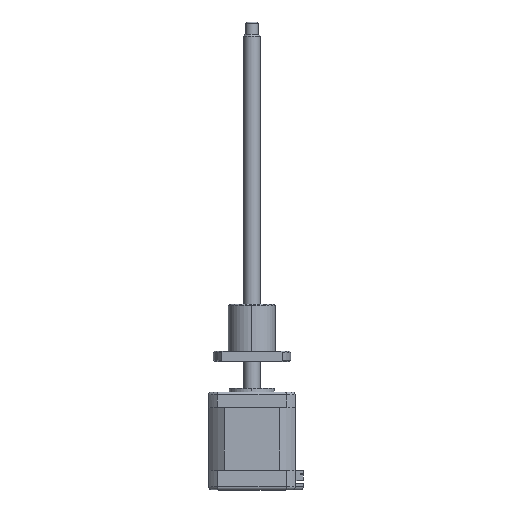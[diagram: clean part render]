
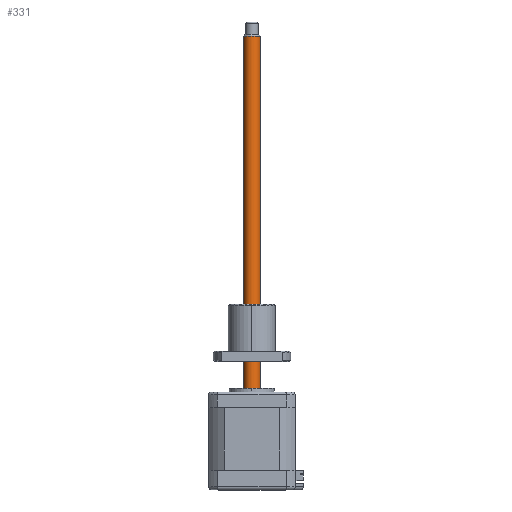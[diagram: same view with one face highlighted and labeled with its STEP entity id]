
A CAD part, top view. The second image highlights one B-rep face of the part: STEP entity #331.
In plain terms, the highlighted cylindrical face has radius 4 mm (diameter 8 mm), a partial arc.
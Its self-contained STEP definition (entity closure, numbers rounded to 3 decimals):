
#331 = ADVANCED_FACE ( 'NONE', ( #2228 ), #6220, .T. ) ;
#367 = CIRCLE ( 'NONE', #1780, 4. ) ;
#606 = DIRECTION ( 'NONE',  ( -0.999, 0., 0.044 ) ) ;
#717 = DIRECTION ( 'NONE',  ( 0., -1., 0. ) ) ;
#1263 = VERTEX_POINT ( 'NONE', #8883 ) ;
#1521 = EDGE_LOOP ( 'NONE', ( #8974, #7685, #8702, #9352 ) ) ;
#1553 = CARTESIAN_POINT ( 'NONE',  ( -8.705, 22.093, 16.814 ) ) ;
#1780 = AXIS2_PLACEMENT_3D ( 'NONE', #6607, #1842, #7423 ) ;
#1842 = DIRECTION ( 'NONE',  ( 0., -1., 0. ) ) ;
#1890 = CARTESIAN_POINT ( 'NONE',  ( -8.705, 196.093, 16.814 ) ) ;
#2228 = FACE_OUTER_BOUND ( 'NONE', #1521, .T. ) ;
#2593 = CARTESIAN_POINT ( 'NONE',  ( -4.709, 196.093, 16.638 ) ) ;
#2676 = EDGE_CURVE ( 'NONE', #1263, #7902, #9727, .T. ) ;
#3308 = EDGE_CURVE ( 'NONE', #7902, #5355, #367, .T. ) ;
#3398 = DIRECTION ( 'NONE',  ( 0.999, 0., -0.044 ) ) ;
#3576 = VECTOR ( 'NONE', #717, 1000. ) ;
#3631 = CARTESIAN_POINT ( 'NONE',  ( -0.713, 197.093, 16.462 ) ) ;
#3830 = LINE ( 'NONE', #3896, #3576 ) ;
#3896 = CARTESIAN_POINT ( 'NONE',  ( -8.705, 197.093, 16.814 ) ) ;
#5189 = AXIS2_PLACEMENT_3D ( 'NONE', #2593, #8195, #3398 ) ;
#5253 = DIRECTION ( 'NONE',  ( 0., -1., 0. ) ) ;
#5355 = VERTEX_POINT ( 'NONE', #1553 ) ;
#5432 = CIRCLE ( 'NONE', #5189, 4. ) ;
#5496 = VECTOR ( 'NONE', #5253, 1000. ) ;
#5762 = AXIS2_PLACEMENT_3D ( 'NONE', #8677, #9189, #606 ) ;
#6220 = CYLINDRICAL_SURFACE ( 'NONE', #5762, 4. ) ;
#6607 = CARTESIAN_POINT ( 'NONE',  ( -4.709, 22.093, 16.638 ) ) ;
#7423 = DIRECTION ( 'NONE',  ( -0.999, 0., 0.044 ) ) ;
#7685 = ORIENTED_EDGE ( 'NONE', *, *, #8717, .T. ) ;
#7820 = CARTESIAN_POINT ( 'NONE',  ( -0.713, 22.093, 16.462 ) ) ;
#7902 = VERTEX_POINT ( 'NONE', #7820 ) ;
#8115 = VERTEX_POINT ( 'NONE', #1890 ) ;
#8195 = DIRECTION ( 'NONE',  ( 0., -1., 0. ) ) ;
#8677 = CARTESIAN_POINT ( 'NONE',  ( -4.709, 197.093, 16.638 ) ) ;
#8702 = ORIENTED_EDGE ( 'NONE', *, *, #9889, .T. ) ;
#8717 = EDGE_CURVE ( 'NONE', #1263, #8115, #5432, .T. ) ;
#8883 = CARTESIAN_POINT ( 'NONE',  ( -0.713, 196.093, 16.462 ) ) ;
#8974 = ORIENTED_EDGE ( 'NONE', *, *, #2676, .F. ) ;
#9189 = DIRECTION ( 'NONE',  ( 0., -1., 0. ) ) ;
#9352 = ORIENTED_EDGE ( 'NONE', *, *, #3308, .F. ) ;
#9727 = LINE ( 'NONE', #3631, #5496 ) ;
#9889 = EDGE_CURVE ( 'NONE', #8115, #5355, #3830, .T. ) ;
